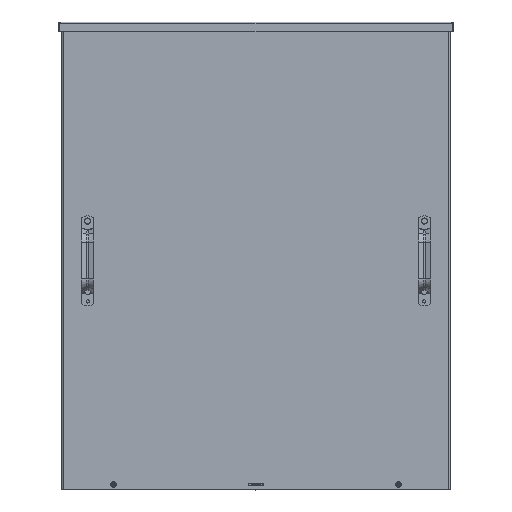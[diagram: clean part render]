
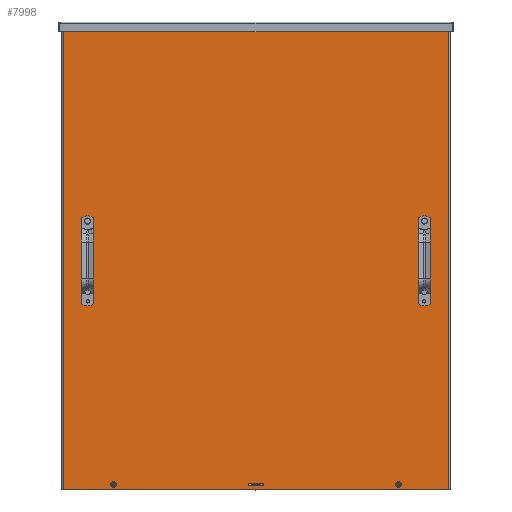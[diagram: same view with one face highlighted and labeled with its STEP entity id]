
A CAD part, top view. The second image highlights one B-rep face of the part: STEP entity #7998.
In plain terms, the highlighted face is planar.
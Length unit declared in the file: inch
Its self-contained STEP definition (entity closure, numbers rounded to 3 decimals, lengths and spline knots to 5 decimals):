
#429=PLANE('',#8613);
#776=LINE('',#12286,#1394);
#780=LINE('',#12294,#1398);
#783=LINE('',#12300,#1401);
#786=LINE('',#12305,#1404);
#789=LINE('',#12324,#1407);
#805=LINE('',#12365,#1423);
#820=LINE('',#12400,#1438);
#822=LINE('',#12403,#1440);
#1394=VECTOR('',#9807,0.1875);
#1398=VECTOR('',#9813,1.1875);
#1401=VECTOR('',#9818,0.1875);
#1404=VECTOR('',#9823,1.1875);
#1407=VECTOR('',#9842,36.);
#1423=VECTOR('',#9884,36.);
#1438=VECTOR('',#9923,29.7501);
#1440=VECTOR('',#9927,29.7501);
#2023=FACE_BOUND('',#2812,.T.);
#2024=FACE_BOUND('',#2813,.T.);
#2025=FACE_BOUND('',#2814,.T.);
#2026=FACE_BOUND('',#2815,.T.);
#2027=FACE_BOUND('',#2816,.T.);
#2028=FACE_BOUND('',#2817,.T.);
#2029=FACE_BOUND('',#2818,.T.);
#2030=FACE_BOUND('',#2819,.T.);
#2812=EDGE_LOOP('',(#5974));
#2813=EDGE_LOOP('',(#5975));
#2814=EDGE_LOOP('',(#5976));
#2815=EDGE_LOOP('',(#5977));
#2816=EDGE_LOOP('',(#5978,#5979,#5980,#5981));
#2817=EDGE_LOOP('',(#5982));
#2818=EDGE_LOOP('',(#5983));
#2819=EDGE_LOOP('',(#5984,#5985,#5986,#5987));
#3337=CIRCLE('',#8566,0.15625);
#3339=CIRCLE('',#8569,0.15625);
#3341=CIRCLE('',#8572,0.15625);
#3343=CIRCLE('',#8575,0.15625);
#3345=CIRCLE('',#8582,0.15625);
#3347=CIRCLE('',#8585,0.15625);
#3748=VERTEX_POINT('',#12266);
#3750=VERTEX_POINT('',#12271);
#3752=VERTEX_POINT('',#12276);
#3754=VERTEX_POINT('',#12281);
#3755=VERTEX_POINT('',#12284);
#3756=VERTEX_POINT('',#12285);
#3759=VERTEX_POINT('',#12293);
#3761=VERTEX_POINT('',#12299);
#3764=VERTEX_POINT('',#12310);
#3766=VERTEX_POINT('',#12315);
#3769=VERTEX_POINT('',#12321);
#3770=VERTEX_POINT('',#12323);
#3781=VERTEX_POINT('',#12362);
#3782=VERTEX_POINT('',#12364);
#4547=EDGE_CURVE('',#3748,#3748,#3337,.T.);
#4549=EDGE_CURVE('',#3750,#3750,#3339,.T.);
#4551=EDGE_CURVE('',#3752,#3752,#3341,.T.);
#4553=EDGE_CURVE('',#3754,#3754,#3343,.T.);
#4554=EDGE_CURVE('',#3755,#3756,#776,.T.);
#4558=EDGE_CURVE('',#3759,#3755,#780,.T.);
#4561=EDGE_CURVE('',#3761,#3759,#783,.T.);
#4564=EDGE_CURVE('',#3756,#3761,#786,.T.);
#4567=EDGE_CURVE('',#3764,#3764,#3345,.T.);
#4569=EDGE_CURVE('',#3766,#3766,#3347,.T.);
#4572=EDGE_CURVE('',#3770,#3769,#789,.T.);
#4592=EDGE_CURVE('',#3782,#3781,#805,.T.);
#4610=EDGE_CURVE('',#3769,#3782,#820,.T.);
#4612=EDGE_CURVE('',#3781,#3770,#822,.T.);
#5974=ORIENTED_EDGE('',*,*,#4547,.T.);
#5975=ORIENTED_EDGE('',*,*,#4549,.T.);
#5976=ORIENTED_EDGE('',*,*,#4551,.T.);
#5977=ORIENTED_EDGE('',*,*,#4553,.T.);
#5978=ORIENTED_EDGE('',*,*,#4554,.T.);
#5979=ORIENTED_EDGE('',*,*,#4564,.T.);
#5980=ORIENTED_EDGE('',*,*,#4561,.T.);
#5981=ORIENTED_EDGE('',*,*,#4558,.T.);
#5982=ORIENTED_EDGE('',*,*,#4567,.T.);
#5983=ORIENTED_EDGE('',*,*,#4569,.T.);
#5984=ORIENTED_EDGE('',*,*,#4592,.T.);
#5985=ORIENTED_EDGE('',*,*,#4612,.T.);
#5986=ORIENTED_EDGE('',*,*,#4572,.T.);
#5987=ORIENTED_EDGE('',*,*,#4610,.T.);
#7998=ADVANCED_FACE('',(#2023,#2024,#2025,#2026,#2027,#2028,#2029,#2030),
#429,.F.);
#8566=AXIS2_PLACEMENT_3D('',#12267,#9785,#9786);
#8569=AXIS2_PLACEMENT_3D('',#12272,#9791,#9792);
#8572=AXIS2_PLACEMENT_3D('',#12277,#9797,#9798);
#8575=AXIS2_PLACEMENT_3D('',#12282,#9803,#9804);
#8582=AXIS2_PLACEMENT_3D('',#12311,#9829,#9830);
#8585=AXIS2_PLACEMENT_3D('',#12316,#9835,#9836);
#8613=AXIS2_PLACEMENT_3D('',#12402,#9925,#9926);
#9785=DIRECTION('center_axis',(0.,0.,1.));
#9786=DIRECTION('ref_axis',(1.,0.,0.));
#9791=DIRECTION('center_axis',(0.,0.,1.));
#9792=DIRECTION('ref_axis',(1.,0.,0.));
#9797=DIRECTION('center_axis',(0.,0.,1.));
#9798=DIRECTION('ref_axis',(1.,0.,0.));
#9803=DIRECTION('center_axis',(0.,0.,1.));
#9804=DIRECTION('ref_axis',(1.,0.,0.));
#9807=DIRECTION('',(0.,-1.,0.));
#9813=DIRECTION('',(-1.,0.,0.));
#9818=DIRECTION('',(0.,1.,0.));
#9823=DIRECTION('',(1.,0.,0.));
#9829=DIRECTION('center_axis',(0.,0.,1.));
#9830=DIRECTION('ref_axis',(1.,0.,0.));
#9835=DIRECTION('center_axis',(0.,0.,1.));
#9836=DIRECTION('ref_axis',(1.,0.,0.));
#9842=DIRECTION('',(0.,-1.,0.));
#9884=DIRECTION('',(0.,1.,0.));
#9923=DIRECTION('',(-1.,0.,0.));
#9925=DIRECTION('center_axis',(0.,0.,1.));
#9926=DIRECTION('ref_axis',(1.,0.,0.));
#9927=DIRECTION('',(1.,0.,0.));
#12266=CARTESIAN_POINT('',(12.84375,2.71875,0.));
#12267=CARTESIAN_POINT('Origin',(13.,2.71875,0.));
#12271=CARTESIAN_POINT('',(-13.15625,2.71875,0.));
#12272=CARTESIAN_POINT('Origin',(-13.,2.71875,0.));
#12276=CARTESIAN_POINT('',(-13.15625,-2.71875,0.));
#12277=CARTESIAN_POINT('Origin',(-13.,-2.71875,0.));
#12281=CARTESIAN_POINT('',(12.84375,-2.71875,0.));
#12282=CARTESIAN_POINT('Origin',(13.,-2.71875,0.));
#12284=CARTESIAN_POINT('',(-0.59375,-17.53125,0.));
#12285=CARTESIAN_POINT('',(-0.59375,-17.71875,0.));
#12286=CARTESIAN_POINT('',(-0.59375,-8.76562,0.));
#12293=CARTESIAN_POINT('',(0.59375,-17.53125,0.));
#12294=CARTESIAN_POINT('',(0.29688,-17.53125,0.));
#12299=CARTESIAN_POINT('',(0.59375,-17.71875,0.));
#12300=CARTESIAN_POINT('',(0.59375,-8.85937,0.));
#12305=CARTESIAN_POINT('',(-0.29687,-17.71875,0.));
#12310=CARTESIAN_POINT('',(10.84375,-17.625,0.));
#12311=CARTESIAN_POINT('Origin',(11.,-17.625,0.));
#12315=CARTESIAN_POINT('',(-11.15625,-17.625,0.));
#12316=CARTESIAN_POINT('Origin',(-11.,-17.625,0.));
#12321=CARTESIAN_POINT('',(14.87505,-18.,0.));
#12323=CARTESIAN_POINT('',(14.87505,18.,0.));
#12324=CARTESIAN_POINT('',(14.87505,9.,0.));
#12362=CARTESIAN_POINT('',(-14.87505,18.,0.));
#12364=CARTESIAN_POINT('',(-14.87505,-18.,0.));
#12365=CARTESIAN_POINT('',(-14.87505,-9.,0.));
#12400=CARTESIAN_POINT('',(15.,-18.,0.));
#12402=CARTESIAN_POINT('Origin',(0.,0.,
0.));
#12403=CARTESIAN_POINT('',(-15.,18.,0.));
